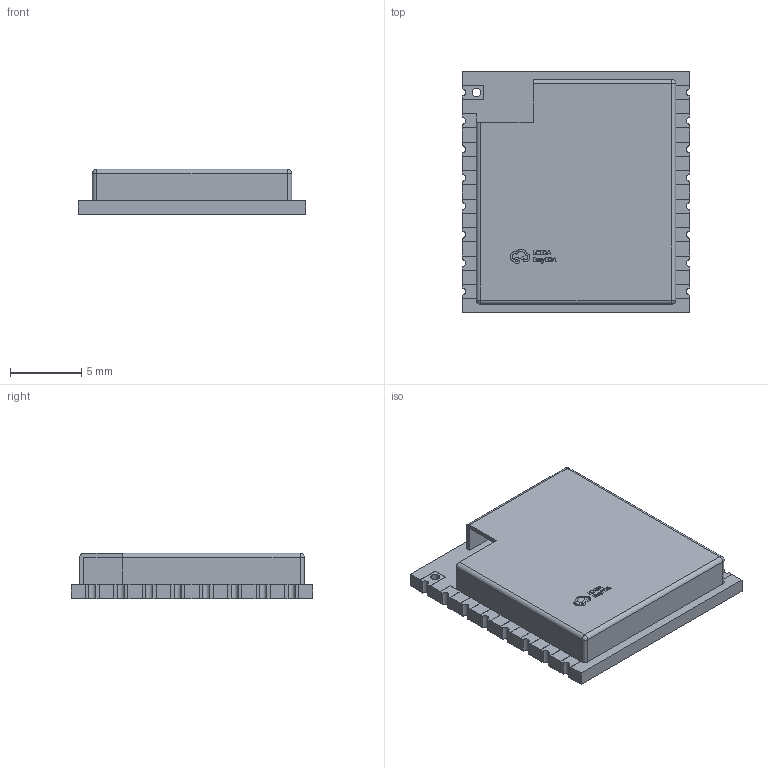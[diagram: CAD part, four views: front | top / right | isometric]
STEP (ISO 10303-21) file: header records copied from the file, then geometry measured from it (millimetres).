
FILE_DESCRIPTION (( 'STEP AP214' ), '1' );
FILE_NAME ('WIRELM-SMD_L16.0-W17.0-H3.2.step', '2022-07-15T13:45:06', ( '' ), ( '' ), 'SwSTEP 2.0', 'SolidWorks 2020', '' );
FILE_SCHEMA (( 'AUTOMOTIVE_DESIGN' ));
Length unit declared in the file: millimetre
Products named in the file (1): WIRELM-SMD_L16.0-W17.0-H3.2
Bounding box: 16.02 x 17 x 3.19 mm (x, y, z)
Volume: 356.4 mm3; surface area: 1210.7 mm2
Topology: 14 solids, 14 shells, 429 faces, 1196 edges, 792 vertices
Faces by surface type: plane 295, bspline 98, cylinder 33, sphere 3
Entity records: 18981 total; most frequent: CARTESIAN_POINT 3721, ORIENTED_EDGE 2386, DIRECTION 1723, EDGE_CURVE 1193, LINE 927, VECTOR 927, VERTEX_POINT 792, EDGE_LOOP 443
